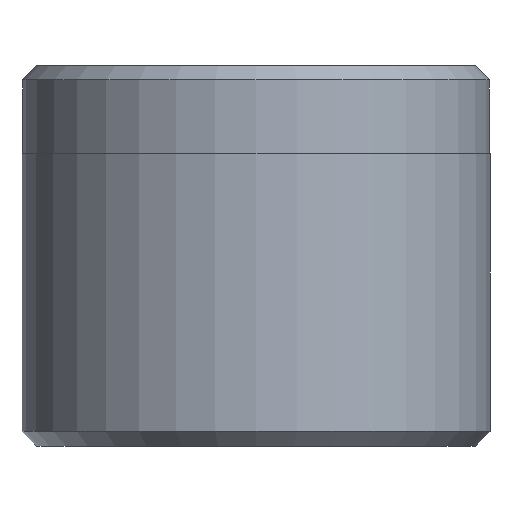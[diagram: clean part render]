
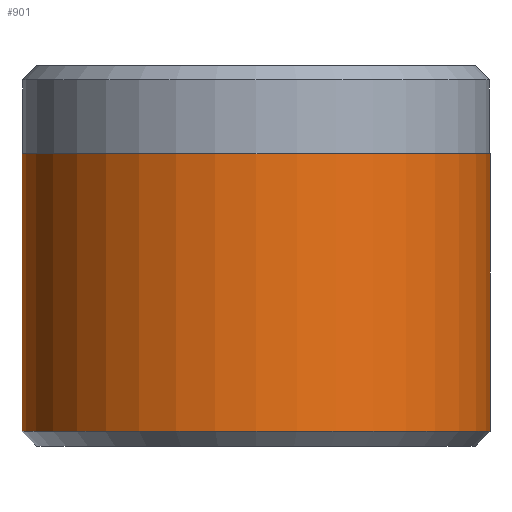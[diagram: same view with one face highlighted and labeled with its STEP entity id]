
A CAD part, front view. The second image highlights one B-rep face of the part: STEP entity #901.
In plain terms, the highlighted cylindrical face has radius 8 mm (diameter 16 mm), a partial arc.
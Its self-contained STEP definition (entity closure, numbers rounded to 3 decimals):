
#25 = VERTEX_POINT ( 'NONE', #26 ) ;
#26 = CARTESIAN_POINT ( 'NONE',  ( -8., 0., 0.5 ) ) ;
#46 = VECTOR ( 'NONE', #541, 1000. ) ;
#85 = EDGE_CURVE ( 'NONE', #376, #380, #1073, .T. ) ;
#103 = LINE ( 'NONE', #665, #1177 ) ;
#126 = FACE_OUTER_BOUND ( 'NONE', #1287, .T. ) ;
#133 = CARTESIAN_POINT ( 'NONE',  ( 8., 0., 13. ) ) ;
#142 = AXIS2_PLACEMENT_3D ( 'NONE', #523, #385, #251 ) ;
#251 = DIRECTION ( 'NONE',  ( 1., 0., 0. ) ) ;
#312 = CARTESIAN_POINT ( 'NONE',  ( 0., 0., 13. ) ) ;
#370 = CARTESIAN_POINT ( 'NONE',  ( 0., 0., 10. ) ) ;
#376 = VERTEX_POINT ( 'NONE', #1260 ) ;
#380 = VERTEX_POINT ( 'NONE', #1155 ) ;
#385 = DIRECTION ( 'NONE',  ( 0., 0., 1. ) ) ;
#440 = AXIS2_PLACEMENT_3D ( 'NONE', #312, #1116, #1394 ) ;
#498 = DIRECTION ( 'NONE',  ( 1., 0., 0. ) ) ;
#499 = EDGE_CURVE ( 'NONE', #25, #380, #879, .T. ) ;
#523 = CARTESIAN_POINT ( 'NONE',  ( 0., 0., 0.5 ) ) ;
#541 = DIRECTION ( 'NONE',  ( 0., 0., -1. ) ) ;
#561 = ORIENTED_EDGE ( 'NONE', *, *, #594, .F. ) ;
#594 = EDGE_CURVE ( 'NONE', #1605, #376, #1368, .T. ) ;
#665 = CARTESIAN_POINT ( 'NONE',  ( -8., 0., 13. ) ) ;
#805 = CYLINDRICAL_SURFACE ( 'NONE', #440, 8. ) ;
#879 = CIRCLE ( 'NONE', #142, 8. ) ;
#901 = ADVANCED_FACE ( 'NONE', ( #126 ), #805, .T. ) ;
#1073 = LINE ( 'NONE', #133, #46 ) ;
#1116 = DIRECTION ( 'NONE',  ( 0., 0., -1. ) ) ;
#1150 = AXIS2_PLACEMENT_3D ( 'NONE', #370, #1320, #498 ) ;
#1155 = CARTESIAN_POINT ( 'NONE',  ( 8., 0., 0.5 ) ) ;
#1177 = VECTOR ( 'NONE', #1480, 1000. ) ;
#1260 = CARTESIAN_POINT ( 'NONE',  ( 8., 0., 10. ) ) ;
#1287 = EDGE_LOOP ( 'NONE', ( #1638, #561, #1313, #1611 ) ) ;
#1313 = ORIENTED_EDGE ( 'NONE', *, *, #1726, .T. ) ;
#1320 = DIRECTION ( 'NONE',  ( 0., 0., 1. ) ) ;
#1368 = CIRCLE ( 'NONE', #1150, 8. ) ;
#1394 = DIRECTION ( 'NONE',  ( -1., 0., 0. ) ) ;
#1480 = DIRECTION ( 'NONE',  ( 0., 0., -1. ) ) ;
#1552 = CARTESIAN_POINT ( 'NONE',  ( -8., 0., 10. ) ) ;
#1605 = VERTEX_POINT ( 'NONE', #1552 ) ;
#1611 = ORIENTED_EDGE ( 'NONE', *, *, #499, .T. ) ;
#1638 = ORIENTED_EDGE ( 'NONE', *, *, #85, .F. ) ;
#1726 = EDGE_CURVE ( 'NONE', #1605, #25, #103, .T. ) ;
